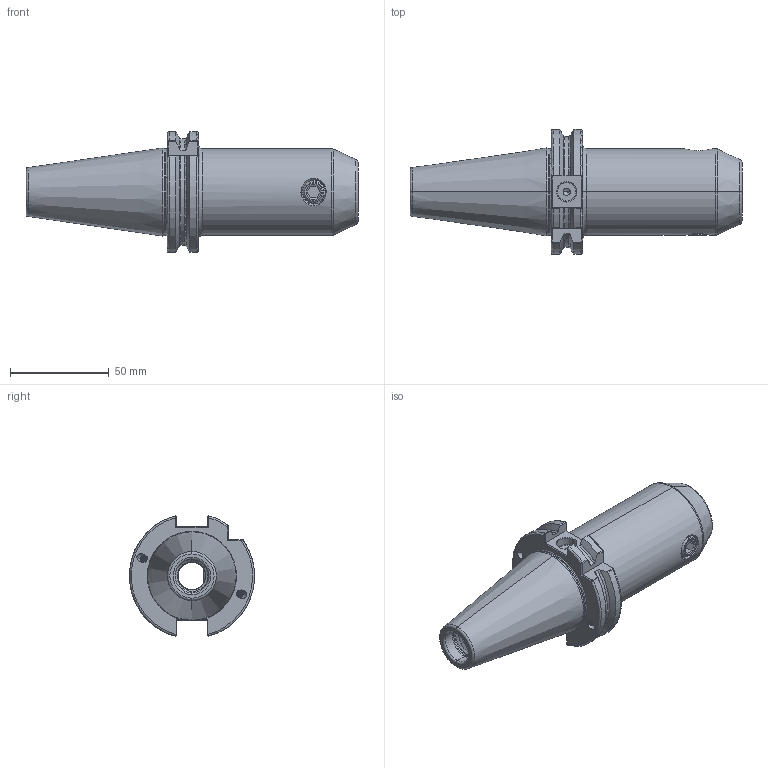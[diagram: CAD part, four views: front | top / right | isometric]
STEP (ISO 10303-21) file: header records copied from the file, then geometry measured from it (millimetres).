
FILE_DESCRIPTION (( 'STEP AP203' ), '1' );
FILE_NAME ('403.04.14.1.STEP', '2016-11-25T07:27:07', ( '' ), ( '' ), 'SwSTEP 2.0', 'SolidWorks 2012', '' );
FILE_SCHEMA (( 'CONFIG_CONTROL_DESIGN' ));
Length unit declared in the file: millimetre
Products named in the file (3): 側固12_M12x1.75_16L; 403.04.14.1
Assembly tree (2 placements, depth 2):
  403.04.14.1
    403.04.14.1
    側固12_M12x1.75_16L
Bounding box: 168.4 x 63.41 x 61.24 mm (x, y, z)
Volume: 202352.9 mm3; surface area: 38290.5 mm2
Topology: 2 solids, 2 shells, 285 faces, 767 edges, 485 vertices
Faces by surface type: cylinder 126, plane 53, cone 39, torus 34, bspline 31, sphere 2
Entity records: 24068 total; most frequent: CARTESIAN_POINT 17586, ORIENTED_EDGE 1510, DIRECTION 1051, EDGE_CURVE 755, VERTEX_POINT 485, AXIS2_PLACEMENT_3D 410, EDGE_LOOP 304, ADVANCED_FACE 285
